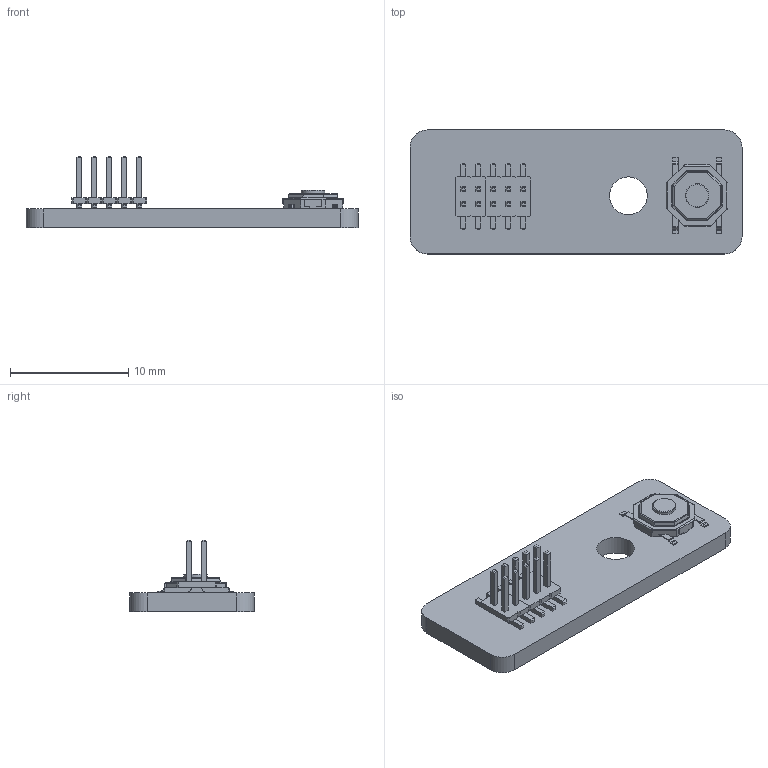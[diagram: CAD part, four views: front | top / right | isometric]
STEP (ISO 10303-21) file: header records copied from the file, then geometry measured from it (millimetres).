
FILE_DESCRIPTION(('KiCad electronic assembly'),'2;1');
FILE_NAME('sc_reset_small.step','2021-12-16T12:49:36',('An Author'),( 'A Company'),'Open CASCADE STEP processor 7.5', 'KiCad to STEP converter','Unknown');
FILE_SCHEMA(('AUTOMOTIVE_DESIGN { 1 0 10303 214 1 1 1 1 }'));
Length unit declared in the file: millimetre
Products named in the file (8): Open CASCADE STEP translator 7.5 1; SW_SPST_TL3342; SOLID; PinHeader_2x03_P1.27mm_Vertical_SMD; PinHeader_2x05_P1.27mm_Vertical_SMD; COMPOUND
Assembly tree (7 placements, depth 3):
  Open CASCADE STEP translator 7.5 1
    SW_SPST_TL3342
      SOLID
    PinHeader_2x03_P1.27mm_Vertical_SMD
      SOLID
    PinHeader_2x05_P1.27mm_Vertical_SMD
      SOLID
    COMPOUND
Bounding box: 28.11 x 10.5 x 6.05 mm (x, y, z)
Volume: 512.5 mm3; surface area: 1012.5 mm2
Topology: 4 solids, 5 shells, 564 faces, 1432 edges, 901 vertices
Faces by surface type: plane 489, cylinder 58, bspline 16, torus 1
Full cylindrical faces by diameter (mm): 2 x1, 3.2 x1
Entity records: 41492 total; most frequent: CARTESIAN_POINT 8559, DIRECTION 5337, LINE 3938, VECTOR 3938, ORIENTED_EDGE 2864, PCURVE 2864, DEFINITIONAL_REPRESENTATION 2864, EDGE_CURVE 1432
